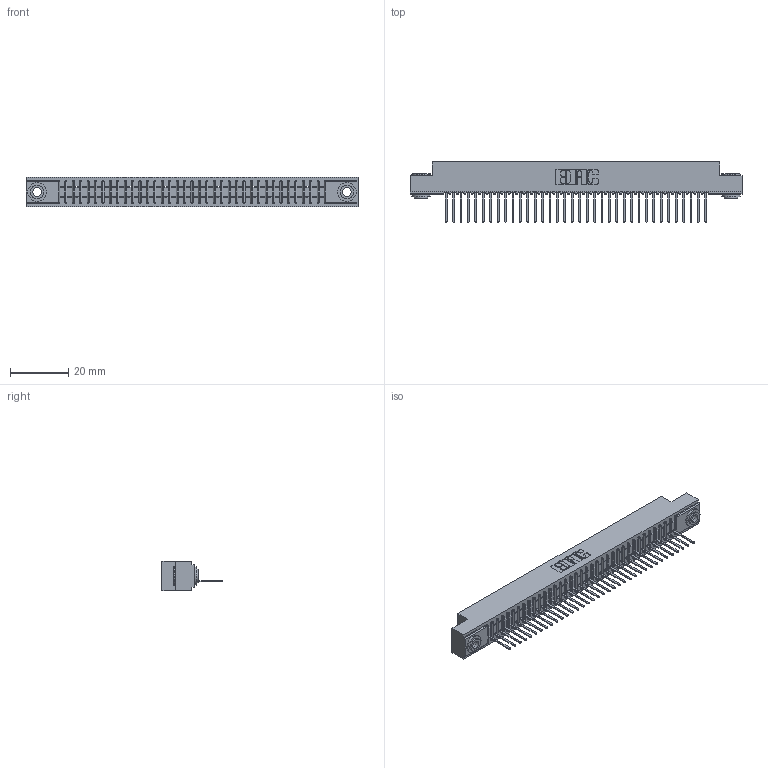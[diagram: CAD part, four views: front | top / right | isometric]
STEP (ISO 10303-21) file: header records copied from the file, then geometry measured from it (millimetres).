
FILE_DESCRIPTION (( 'STEP AP203' ), '1' );
FILE_NAME ('391-036-522-103.STEP', '2018-08-08T23:26:52', ( '' ), ( '' ), 'SwSTEP 2.0', 'SolidWorks 2016', '' );
FILE_SCHEMA (( 'CONFIG_CONTROL_DESIGN' ));
Length unit declared in the file: inch
Products named in the file (4): 341 Part_.156 (3.96) Dia Mounting Holes; 341-292-001_341-292-122; 345-250-002_345-250-002-102; 391-036-522-103
Assembly tree (39 placements, depth 2):
  391-036-522-103
    341 Part_.156 (3.96) Dia Mounting Holes
    341-292-001_341-292-122  x36
    345-250-002_345-250-002-102  x2
Bounding box: 113.67 x 20.62 x 10.16 mm (x, y, z)
Volume: 8181.3 mm3; surface area: 13107.5 mm2
Topology: 39 solids, 39 shells, 3120 faces, 8960 edges, 5750 vertices
Faces by surface type: plane 1928, cylinder 1040, sphere 74, torus 70, cone 8
Entity records: 44280 total; most frequent: CARTESIAN_POINT 7497, ORIENTED_EDGE 7476, DIRECTION 7258, EDGE_CURVE 3738, VECTOR 3004, LINE 3004, VERTEX_POINT 2366, AXIS2_PLACEMENT_3D 2127
